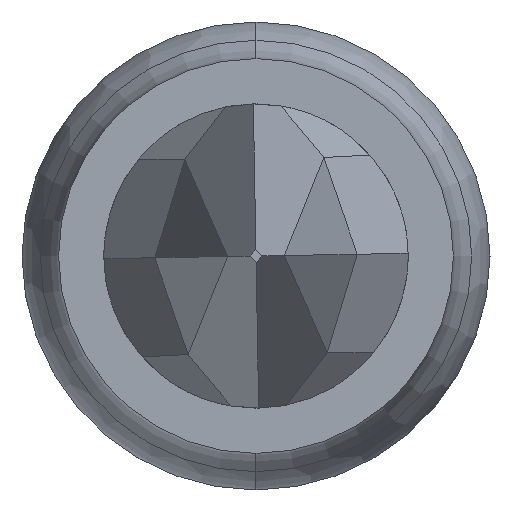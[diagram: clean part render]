
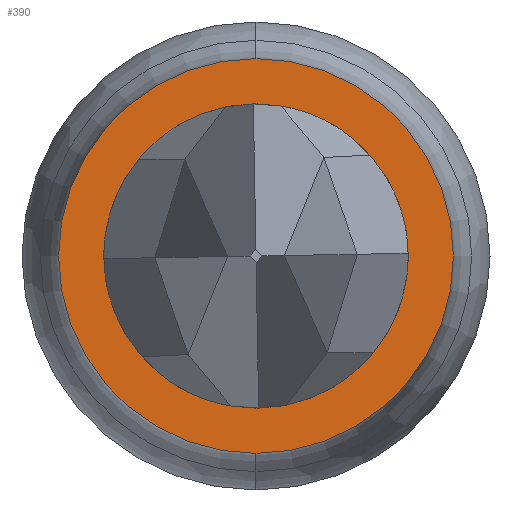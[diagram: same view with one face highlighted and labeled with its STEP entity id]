
A CAD part, left-side view. The second image highlights one B-rep face of the part: STEP entity #390.
In plain terms, the highlighted planar face has unit normal (-1, 0, 0).
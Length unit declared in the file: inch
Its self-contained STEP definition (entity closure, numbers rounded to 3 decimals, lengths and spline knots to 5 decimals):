
#27 = EDGE_LOOP ( 'NONE', ( #813, #527 ) ) ;
#147 = VERTEX_POINT ( 'NONE', #874 ) ;
#299 = AXIS2_PLACEMENT_3D ( 'NONE', #683, #687, #694 ) ;
#317 = CARTESIAN_POINT ( 'NONE',  ( 0., 0., 0. ) ) ;
#345 = DIRECTION ( 'NONE',  ( 0., 0., 1. ) ) ;
#374 = CARTESIAN_POINT ( 'NONE',  ( 0., 0., 0.01025 ) ) ;
#376 = DIRECTION ( 'NONE',  ( -1., 0., 0. ) ) ;
#390 = ADVANCED_FACE ( 'NONE', ( #642, #499 ), #1834, .F. ) ;
#499 = FACE_OUTER_BOUND ( 'NONE', #1390, .T. ) ;
#527 = ORIENTED_EDGE ( 'NONE', *, *, #1322, .F. ) ;
#552 = CIRCLE ( 'NONE', #299, 0.01025 ) ;
#642 = FACE_BOUND ( 'NONE', #27, .T. ) ;
#674 = EDGE_CURVE ( 'NONE', #789, #1215, #552, .T. ) ;
#683 = CARTESIAN_POINT ( 'NONE',  ( 0., 0., 0. ) ) ;
#687 = DIRECTION ( 'NONE',  ( -1., 0., 0. ) ) ;
#694 = DIRECTION ( 'NONE',  ( 0., 0., 1. ) ) ;
#734 = DIRECTION ( 'NONE',  ( 0., 0., -1. ) ) ;
#769 = EDGE_CURVE ( 'NONE', #1215, #789, #1864, .T. ) ;
#786 = CARTESIAN_POINT ( 'NONE',  ( 0., 0., 0. ) ) ;
#789 = VERTEX_POINT ( 'NONE', #1713 ) ;
#796 = CARTESIAN_POINT ( 'NONE',  ( 0., 0., 0. ) ) ;
#802 = DIRECTION ( 'NONE',  ( 0., 0., -1. ) ) ;
#813 = ORIENTED_EDGE ( 'NONE', *, *, #1450, .F. ) ;
#874 = CARTESIAN_POINT ( 'NONE',  ( 0., -0.00605, 0.00508 ) ) ;
#1052 = AXIS2_PLACEMENT_3D ( 'NONE', #1557, #1930, #734 ) ;
#1100 = DIRECTION ( 'NONE',  ( -1., 0., 0. ) ) ;
#1106 = DIRECTION ( 'NONE',  ( 0., 0., -1. ) ) ;
#1109 = CIRCLE ( 'NONE', #1582, 0.0079 ) ;
#1215 = VERTEX_POINT ( 'NONE', #374 ) ;
#1322 = EDGE_CURVE ( 'NONE', #1684, #147, #1422, .T. ) ;
#1390 = EDGE_LOOP ( 'NONE', ( #1698, #1718 ) ) ;
#1422 = CIRCLE ( 'NONE', #1700, 0.0079 ) ;
#1450 = EDGE_CURVE ( 'NONE', #147, #1684, #1109, .T. ) ;
#1557 = CARTESIAN_POINT ( 'NONE',  ( 0., 0.0125, 0. ) ) ;
#1582 = AXIS2_PLACEMENT_3D ( 'NONE', #317, #1100, #1106 ) ;
#1634 = AXIS2_PLACEMENT_3D ( 'NONE', #786, #376, #345 ) ;
#1635 = DIRECTION ( 'NONE',  ( -1., 0., 0. ) ) ;
#1639 = CARTESIAN_POINT ( 'NONE',  ( 0., 0.00605, -0.00508 ) ) ;
#1684 = VERTEX_POINT ( 'NONE', #1639 ) ;
#1698 = ORIENTED_EDGE ( 'NONE', *, *, #769, .T. ) ;
#1700 = AXIS2_PLACEMENT_3D ( 'NONE', #796, #1635, #802 ) ;
#1713 = CARTESIAN_POINT ( 'NONE',  ( 0., 0., -0.01025 ) ) ;
#1718 = ORIENTED_EDGE ( 'NONE', *, *, #674, .T. ) ;
#1834 = PLANE ( 'NONE',  #1052 ) ;
#1864 = CIRCLE ( 'NONE', #1634, 0.01025 ) ;
#1930 = DIRECTION ( 'NONE',  ( 1., 0., 0. ) ) ;
